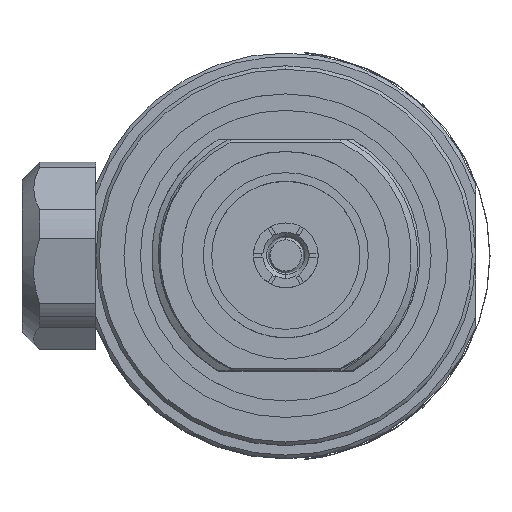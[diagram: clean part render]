
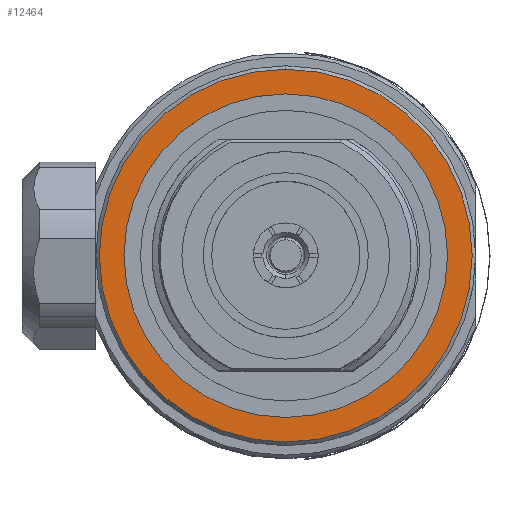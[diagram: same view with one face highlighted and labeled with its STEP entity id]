
A CAD part, top view. The second image highlights one B-rep face of the part: STEP entity #12464.
In plain terms, the highlighted face is planar.
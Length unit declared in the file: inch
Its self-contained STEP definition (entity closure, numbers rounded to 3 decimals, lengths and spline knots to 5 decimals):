
#1459 = CARTESIAN_POINT ( 'NONE',  ( 1.02185, 0.81, 0. ) ) ;
#3285 = CARTESIAN_POINT ( 'NONE',  ( 1.02185, 0., 0.69 ) ) ;
#4338 = DIRECTION ( 'NONE',  ( 0., 0., 1. ) ) ;
#5189 = DIRECTION ( 'NONE',  ( 0., 0., -1. ) ) ;
#5487 = CIRCLE ( 'NONE', #16132, 0.69 ) ;
#8596 = ORIENTED_EDGE ( 'NONE', *, *, #56809, .F. ) ;
#9391 = DIRECTION ( 'NONE',  ( 0., 0., 1. ) ) ;
#11322 = EDGE_LOOP ( 'NONE', ( #31617, #47720 ) ) ;
#11418 = CIRCLE ( 'NONE', #40652, 0.795 ) ;
#12131 = AXIS2_PLACEMENT_3D ( 'NONE', #49416, #45185, #5189 ) ;
#12464 = ADVANCED_FACE ( 'NONE', ( #43159, #48633 ), #45519, .F. ) ;
#13146 = AXIS2_PLACEMENT_3D ( 'NONE', #32269, #48981, #9391 ) ;
#16132 = AXIS2_PLACEMENT_3D ( 'NONE', #47259, #35151, #4338 ) ;
#17594 = VERTEX_POINT ( 'NONE', #33271 ) ;
#20021 = CARTESIAN_POINT ( 'NONE',  ( 1.02185, 0., 0. ) ) ;
#23334 = VERTEX_POINT ( 'NONE', #3285 ) ;
#26879 = EDGE_CURVE ( 'NONE', #55034, #17594, #39869, .T. ) ;
#28710 = VERTEX_POINT ( 'NONE', #30828 ) ;
#30828 = CARTESIAN_POINT ( 'NONE',  ( 1.02185, 0., -0.69 ) ) ;
#31617 = ORIENTED_EDGE ( 'NONE', *, *, #52672, .T. ) ;
#32269 = CARTESIAN_POINT ( 'NONE',  ( 1.02185, 0., 0. ) ) ;
#33271 = CARTESIAN_POINT ( 'NONE',  ( 1.02185, 0., -0.795 ) ) ;
#35151 = DIRECTION ( 'NONE',  ( -1., 0., 0. ) ) ;
#36672 = CIRCLE ( 'NONE', #13146, 0.69 ) ;
#37384 = DIRECTION ( 'NONE',  ( -1., 0., 0. ) ) ;
#39869 = CIRCLE ( 'NONE', #12131, 0.795 ) ;
#40515 = DIRECTION ( 'NONE',  ( 1., 0., 0. ) ) ;
#40652 = AXIS2_PLACEMENT_3D ( 'NONE', #20021, #37384, #42188 ) ;
#41171 = CARTESIAN_POINT ( 'NONE',  ( 1.02185, 0., 0.795 ) ) ;
#42188 = DIRECTION ( 'NONE',  ( 0., 0., -1. ) ) ;
#43159 = FACE_OUTER_BOUND ( 'NONE', #11322, .T. ) ;
#44858 = EDGE_CURVE ( 'NONE', #28710, #23334, #5487, .T. ) ;
#44929 = DIRECTION ( 'NONE',  ( 0., 0., -1. ) ) ;
#45185 = DIRECTION ( 'NONE',  ( -1., 0., 0. ) ) ;
#45519 = PLANE ( 'NONE',  #45935 ) ;
#45935 = AXIS2_PLACEMENT_3D ( 'NONE', #1459, #40515, #44929 ) ;
#47259 = CARTESIAN_POINT ( 'NONE',  ( 1.02185, 0., 0. ) ) ;
#47720 = ORIENTED_EDGE ( 'NONE', *, *, #26879, .T. ) ;
#48633 = FACE_BOUND ( 'NONE', #51115, .T. ) ;
#48981 = DIRECTION ( 'NONE',  ( -1., 0., 0. ) ) ;
#49416 = CARTESIAN_POINT ( 'NONE',  ( 1.02185, 0., 0. ) ) ;
#51115 = EDGE_LOOP ( 'NONE', ( #8596, #53030 ) ) ;
#52672 = EDGE_CURVE ( 'NONE', #17594, #55034, #11418, .T. ) ;
#53030 = ORIENTED_EDGE ( 'NONE', *, *, #44858, .F. ) ;
#55034 = VERTEX_POINT ( 'NONE', #41171 ) ;
#56809 = EDGE_CURVE ( 'NONE', #23334, #28710, #36672, .T. ) ;
